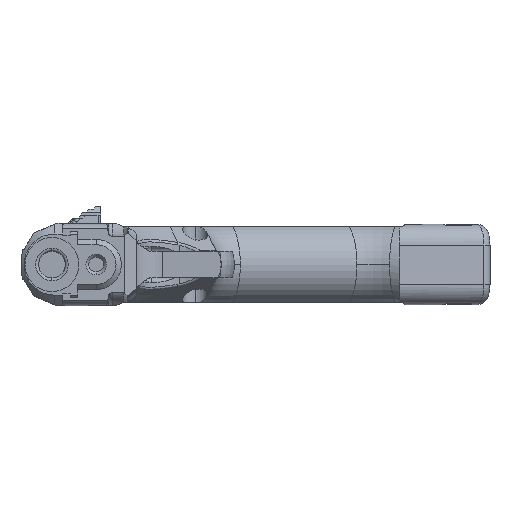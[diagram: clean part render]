
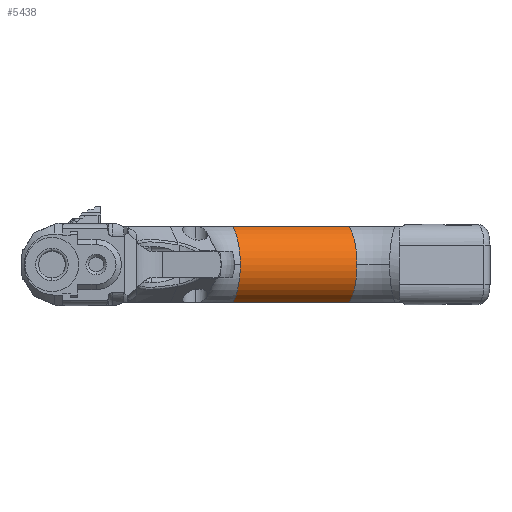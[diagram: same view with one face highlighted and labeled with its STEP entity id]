
A CAD part, left-side view. The second image highlights one B-rep face of the part: STEP entity #5438.
In plain terms, the highlighted cylindrical face has radius 13.826 mm (diameter 27.651 mm), a partial arc.
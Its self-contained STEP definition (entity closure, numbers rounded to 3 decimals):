
#137 = VERTEX_POINT ( 'NONE', #9892 ) ;
#189 = EDGE_LOOP ( 'NONE', ( #11706, #6814, #16146, #551, #4972, #2693 ) ) ;
#233 = VECTOR ( 'NONE', #11509, 1000. ) ;
#294 = DIRECTION ( 'NONE',  ( 0.309, -0.951, 0. ) ) ;
#551 = ORIENTED_EDGE ( 'NONE', *, *, #10967, .F. ) ;
#1393 = DIRECTION ( 'NONE',  ( 0.309, -0.951, 0. ) ) ;
#1571 = VECTOR ( 'NONE', #294, 1000. ) ;
#1592 = EDGE_CURVE ( 'NONE', #10407, #137, #8813, .T. ) ;
#1634 = VERTEX_POINT ( 'NONE', #16517 ) ;
#2208 = VERTEX_POINT ( 'NONE', #12091 ) ;
#2693 = ORIENTED_EDGE ( 'NONE', *, *, #11852, .F. ) ;
#2734 = AXIS2_PLACEMENT_3D ( 'NONE', #8818, #6208, #12886 ) ;
#2783 = EDGE_CURVE ( 'NONE', #1634, #2208, #7699, .T. ) ;
#2818 = CARTESIAN_POINT ( 'NONE',  ( 3.468, 17.158, 12.8 ) ) ;
#2824 = DIRECTION ( 'NONE',  ( 0.309, -0.951, 0. ) ) ;
#2865 = CARTESIAN_POINT ( 'NONE',  ( 8.438, 18.772, 0. ) ) ;
#3461 = CIRCLE ( 'NONE', #14242, 13.826 ) ;
#3858 = EDGE_CURVE ( 'NONE', #8046, #5574, #5796, .T. ) ;
#4006 = CIRCLE ( 'NONE', #4560, 13.826 ) ;
#4021 = CARTESIAN_POINT ( 'NONE',  ( -4.397, 58.272, 0. ) ) ;
#4525 = CARTESIAN_POINT ( 'NONE',  ( -9.367, 56.658, -12.8 ) ) ;
#4560 = AXIS2_PLACEMENT_3D ( 'NONE', #2865, #1393, #16014 ) ;
#4569 = CARTESIAN_POINT ( 'NONE',  ( -9.367, 56.658, -12.8 ) ) ;
#4972 = ORIENTED_EDGE ( 'NONE', *, *, #3858, .F. ) ;
#5438 = ADVANCED_FACE ( 'NONE', ( #9319 ), #15875, .T. ) ;
#5574 = VERTEX_POINT ( 'NONE', #14916 ) ;
#5796 = CIRCLE ( 'NONE', #12970, 13.826 ) ;
#6033 = DIRECTION ( 'NONE',  ( 0.309, -0.951, 0. ) ) ;
#6035 = DIRECTION ( 'NONE',  ( 0.309, -0.951, 0. ) ) ;
#6208 = DIRECTION ( 'NONE',  ( 0.309, -0.951, 0. ) ) ;
#6814 = ORIENTED_EDGE ( 'NONE', *, *, #7309, .T. ) ;
#7309 = EDGE_CURVE ( 'NONE', #2208, #10407, #3461, .T. ) ;
#7699 = CIRCLE ( 'NONE', #2734, 13.826 ) ;
#8046 = VERTEX_POINT ( 'NONE', #2818 ) ;
#8813 = LINE ( 'NONE', #4569, #233 ) ;
#8818 = CARTESIAN_POINT ( 'NONE',  ( -4.397, 58.272, 0. ) ) ;
#9319 = FACE_OUTER_BOUND ( 'NONE', #189, .T. ) ;
#9892 = CARTESIAN_POINT ( 'NONE',  ( 3.468, 17.158, -12.8 ) ) ;
#10407 = VERTEX_POINT ( 'NONE', #4525 ) ;
#10967 = EDGE_CURVE ( 'NONE', #5574, #137, #4006, .T. ) ;
#11334 = DIRECTION ( 'NONE',  ( -0.951, -0.309, 0. ) ) ;
#11509 = DIRECTION ( 'NONE',  ( 0.309, -0.951, 0. ) ) ;
#11706 = ORIENTED_EDGE ( 'NONE', *, *, #2783, .T. ) ;
#11852 = EDGE_CURVE ( 'NONE', #1634, #8046, #13585, .T. ) ;
#11966 = CARTESIAN_POINT ( 'NONE',  ( -9.367, 56.658, 12.8 ) ) ;
#12091 = CARTESIAN_POINT ( 'NONE',  ( -17.546, 54., 0. ) ) ;
#12459 = CARTESIAN_POINT ( 'NONE',  ( -4.397, 58.272, 0. ) ) ;
#12630 = CARTESIAN_POINT ( 'NONE',  ( 8.438, 18.772, 0. ) ) ;
#12886 = DIRECTION ( 'NONE',  ( -0.951, -0.309, 0. ) ) ;
#12970 = AXIS2_PLACEMENT_3D ( 'NONE', #12630, #6035, #11334 ) ;
#13585 = LINE ( 'NONE', #11966, #1571 ) ;
#13910 = DIRECTION ( 'NONE',  ( -0.951, -0.309, 0. ) ) ;
#14242 = AXIS2_PLACEMENT_3D ( 'NONE', #12459, #6033, #13910 ) ;
#14580 = DIRECTION ( 'NONE',  ( 0.951, 0.309, 0. ) ) ;
#14916 = CARTESIAN_POINT ( 'NONE',  ( -4.711, 14.5, 0. ) ) ;
#15605 = AXIS2_PLACEMENT_3D ( 'NONE', #4021, #2824, #14580 ) ;
#15875 = CYLINDRICAL_SURFACE ( 'NONE', #15605, 13.826 ) ;
#16014 = DIRECTION ( 'NONE',  ( -0.951, -0.309, 0. ) ) ;
#16146 = ORIENTED_EDGE ( 'NONE', *, *, #1592, .T. ) ;
#16517 = CARTESIAN_POINT ( 'NONE',  ( -9.367, 56.658, 12.8 ) ) ;
